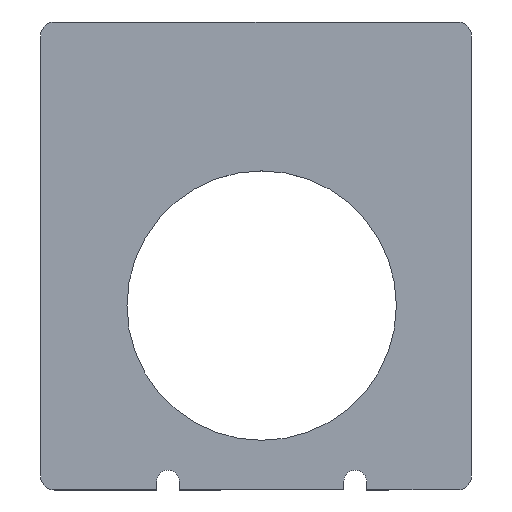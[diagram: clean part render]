
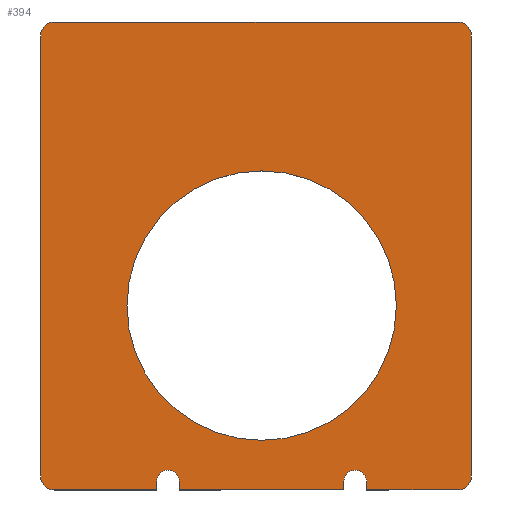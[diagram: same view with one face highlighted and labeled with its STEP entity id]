
A CAD part, top view. The second image highlights one B-rep face of the part: STEP entity #394.
In plain terms, the highlighted planar face has unit normal (0, 0, 1).
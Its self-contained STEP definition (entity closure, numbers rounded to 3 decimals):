
#1 = DIRECTION ( 'NONE',  ( -1., 0., 0. ) ) ;
#2 = EDGE_CURVE ( 'NONE', #568, #111, #339, .T. ) ;
#6 = EDGE_CURVE ( 'NONE', #401, #382, #321, .T. ) ;
#24 = DIRECTION ( 'NONE',  ( -1., 0., 0. ) ) ;
#34 = EDGE_CURVE ( 'NONE', #53, #453, #461, .T. ) ;
#52 = ORIENTED_EDGE ( 'NONE', *, *, #197, .T. ) ;
#53 = VERTEX_POINT ( 'NONE', #657 ) ;
#55 = CARTESIAN_POINT ( 'NONE',  ( 0., 0., 3. ) ) ;
#61 = ORIENTED_EDGE ( 'NONE', *, *, #231, .T. ) ;
#68 = CIRCLE ( 'NONE', #498, 4. ) ;
#71 = EDGE_CURVE ( 'NONE', #315, #672, #404, .T. ) ;
#73 = DIRECTION ( 'NONE',  ( 1., 0., 0. ) ) ;
#76 = VERTEX_POINT ( 'NONE', #89 ) ;
#84 = EDGE_CURVE ( 'NONE', #453, #315, #625, .T. ) ;
#88 = VERTEX_POINT ( 'NONE', #311 ) ;
#89 = CARTESIAN_POINT ( 'NONE',  ( -103., 3., 3. ) ) ;
#97 = VERTEX_POINT ( 'NONE', #504 ) ;
#99 = VECTOR ( 'NONE', #629, 1000. ) ;
#100 = VECTOR ( 'NONE', #195, 1000. ) ;
#109 = AXIS2_PLACEMENT_3D ( 'NONE', #439, #351, #24 ) ;
#111 = VERTEX_POINT ( 'NONE', #610 ) ;
#116 = DIRECTION ( 'NONE',  ( 0., 0., -1. ) ) ;
#137 = DIRECTION ( 'NONE',  ( 1., 0., 0. ) ) ;
#147 = VECTOR ( 'NONE', #419, 1000. ) ;
#149 = EDGE_CURVE ( 'NONE', #397, #201, #472, .T. ) ;
#151 = CARTESIAN_POINT ( 'NONE',  ( -45., -3., 3. ) ) ;
#157 = ORIENTED_EDGE ( 'NONE', *, *, #373, .T. ) ;
#160 = CARTESIAN_POINT ( 'NONE',  ( -26.5, 65., 3. ) ) ;
#162 = DIRECTION ( 'NONE',  ( 0., -1., 0. ) ) ;
#164 = AXIS2_PLACEMENT_3D ( 'NONE', #395, #297, #656 ) ;
#167 = VECTOR ( 'NONE', #433, 1000. ) ;
#168 = CARTESIAN_POINT ( 'NONE',  ( -37., 0., 3. ) ) ;
#169 = ORIENTED_EDGE ( 'NONE', *, *, #84, .T. ) ;
#172 = ORIENTED_EDGE ( 'NONE', *, *, #307, .T. ) ;
#179 = VECTOR ( 'NONE', #190, 1000. ) ;
#181 = LINE ( 'NONE', #626, #99 ) ;
#190 = DIRECTION ( 'NONE',  ( 0., -1., 0. ) ) ;
#194 = CARTESIAN_POINT ( 'NONE',  ( -5., 5., 3. ) ) ;
#195 = DIRECTION ( 'NONE',  ( 0., 1., 0. ) ) ;
#197 = EDGE_CURVE ( 'NONE', #672, #568, #284, .T. ) ;
#201 = VERTEX_POINT ( 'NONE', #160 ) ;
#214 = CARTESIAN_POINT ( 'NONE',  ( -152., 0., 3. ) ) ;
#219 = CARTESIAN_POINT ( 'NONE',  ( -107., 3., 3. ) ) ;
#227 = DIRECTION ( 'NONE',  ( -1., 0., 0. ) ) ;
#231 = EDGE_CURVE ( 'NONE', #88, #413, #181, .T. ) ;
#233 = CARTESIAN_POINT ( 'NONE',  ( 0., 0., 3. ) ) ;
#234 = LINE ( 'NONE', #214, #388 ) ;
#247 = ORIENTED_EDGE ( 'NONE', *, *, #340, .T. ) ;
#251 = VECTOR ( 'NONE', #338, 1000. ) ;
#257 = AXIS2_PLACEMENT_3D ( 'NONE', #622, #473, #316 ) ;
#265 = ORIENTED_EDGE ( 'NONE', *, *, #407, .T. ) ;
#266 = CARTESIAN_POINT ( 'NONE',  ( 0., 165., 3. ) ) ;
#271 = DIRECTION ( 'NONE',  ( 0., 1., 0. ) ) ;
#272 = EDGE_CURVE ( 'NONE', #413, #664, #492, .T. ) ;
#278 = CARTESIAN_POINT ( 'NONE',  ( -37., 3., 3. ) ) ;
#284 = LINE ( 'NONE', #266, #558 ) ;
#297 = DIRECTION ( 'NONE',  ( 0., 0., 1. ) ) ;
#298 = DIRECTION ( 'NONE',  ( 0., 0., 1. ) ) ;
#307 = EDGE_CURVE ( 'NONE', #382, #53, #505, .T. ) ;
#308 = VERTEX_POINT ( 'NONE', #324 ) ;
#311 = CARTESIAN_POINT ( 'NONE',  ( -103., 0., 3. ) ) ;
#313 = VERTEX_POINT ( 'NONE', #371 ) ;
#315 = VERTEX_POINT ( 'NONE', #431 ) ;
#316 = DIRECTION ( 'NONE',  ( -1., 0., 0. ) ) ;
#321 = LINE ( 'NONE', #396, #179 ) ;
#324 = CARTESIAN_POINT ( 'NONE',  ( -152., 5., 3. ) ) ;
#331 = CARTESIAN_POINT ( 'NONE',  ( -103., -3., 3. ) ) ;
#338 = DIRECTION ( 'NONE',  ( 1., 0., 0. ) ) ;
#339 = CIRCLE ( 'NONE', #368, 5. ) ;
#340 = EDGE_CURVE ( 'NONE', #97, #627, #633, .T. ) ;
#341 = CARTESIAN_POINT ( 'NONE',  ( -147., 165., 3. ) ) ;
#351 = DIRECTION ( 'NONE',  ( 0., 0., -1. ) ) ;
#355 = CARTESIAN_POINT ( 'NONE',  ( -45., 3., 3. ) ) ;
#357 = DIRECTION ( 'NONE',  ( 1., 0., 0. ) ) ;
#358 = AXIS2_PLACEMENT_3D ( 'NONE', #194, #569, #357 ) ;
#360 = DIRECTION ( 'NONE',  ( 0., 0., 1. ) ) ;
#368 = AXIS2_PLACEMENT_3D ( 'NONE', #452, #298, #73 ) ;
#370 = VECTOR ( 'NONE', #271, 1000. ) ;
#371 = CARTESIAN_POINT ( 'NONE',  ( -147., 0., 3. ) ) ;
#373 = EDGE_CURVE ( 'NONE', #627, #76, #68, .T. ) ;
#377 = PLANE ( 'NONE',  #536 ) ;
#378 = CIRCLE ( 'NONE', #164, 5. ) ;
#382 = VERTEX_POINT ( 'NONE', #168 ) ;
#388 = VECTOR ( 'NONE', #479, 1000. ) ;
#391 = CARTESIAN_POINT ( 'NONE',  ( -5., 165., 3. ) ) ;
#393 = CARTESIAN_POINT ( 'NONE',  ( 0., 5., 3. ) ) ;
#394 = ADVANCED_FACE ( 'NONE', ( #442, #460 ), #377, .T. ) ;
#395 = CARTESIAN_POINT ( 'NONE',  ( -147., 5., 3. ) ) ;
#396 = CARTESIAN_POINT ( 'NONE',  ( -37., -3., 3. ) ) ;
#397 = VERTEX_POINT ( 'NONE', #428 ) ;
#401 = VERTEX_POINT ( 'NONE', #278 ) ;
#403 = CARTESIAN_POINT ( 'NONE',  ( 0., 0., 3. ) ) ;
#404 = CIRCLE ( 'NONE', #464, 5. ) ;
#407 = EDGE_CURVE ( 'NONE', #76, #88, #425, .T. ) ;
#410 = EDGE_CURVE ( 'NONE', #111, #308, #234, .T. ) ;
#413 = VERTEX_POINT ( 'NONE', #476 ) ;
#419 = DIRECTION ( 'NONE',  ( 0., 1., 0. ) ) ;
#425 = LINE ( 'NONE', #331, #578 ) ;
#428 = CARTESIAN_POINT ( 'NONE',  ( -121.5, 65., 3. ) ) ;
#431 = CARTESIAN_POINT ( 'NONE',  ( 0., 160., 3. ) ) ;
#433 = DIRECTION ( 'NONE',  ( 1., 0., 0. ) ) ;
#436 = DIRECTION ( 'NONE',  ( 0., 0., 1. ) ) ;
#439 = CARTESIAN_POINT ( 'NONE',  ( -74., 65., 3. ) ) ;
#442 = FACE_OUTER_BOUND ( 'NONE', #589, .T. ) ;
#446 = ORIENTED_EDGE ( 'NONE', *, *, #550, .T. ) ;
#452 = CARTESIAN_POINT ( 'NONE',  ( -147., 160., 3. ) ) ;
#453 = VERTEX_POINT ( 'NONE', #393 ) ;
#455 = CARTESIAN_POINT ( 'NONE',  ( -111., 3., 3. ) ) ;
#458 = ORIENTED_EDGE ( 'NONE', *, *, #272, .T. ) ;
#460 = FACE_BOUND ( 'NONE', #560, .T. ) ;
#461 = CIRCLE ( 'NONE', #358, 5. ) ;
#464 = AXIS2_PLACEMENT_3D ( 'NONE', #667, #360, #137 ) ;
#472 = CIRCLE ( 'NONE', #257, 47.5 ) ;
#473 = DIRECTION ( 'NONE',  ( 0., 0., -1. ) ) ;
#476 = CARTESIAN_POINT ( 'NONE',  ( -45., 0., 3. ) ) ;
#479 = DIRECTION ( 'NONE',  ( 0., -1., 0. ) ) ;
#482 = CARTESIAN_POINT ( 'NONE',  ( -111., -3., 3. ) ) ;
#486 = DIRECTION ( 'NONE',  ( 1., 0., 0. ) ) ;
#487 = CIRCLE ( 'NONE', #109, 47.5 ) ;
#492 = LINE ( 'NONE', #151, #147 ) ;
#496 = EDGE_CURVE ( 'NONE', #664, #401, #564, .T. ) ;
#498 = AXIS2_PLACEMENT_3D ( 'NONE', #219, #586, #1 ) ;
#504 = CARTESIAN_POINT ( 'NONE',  ( -111., 0., 3. ) ) ;
#505 = LINE ( 'NONE', #636, #167 ) ;
#522 = DIRECTION ( 'NONE',  ( -1., 0., 0. ) ) ;
#526 = LINE ( 'NONE', #233, #251 ) ;
#536 = AXIS2_PLACEMENT_3D ( 'NONE', #55, #436, #486 ) ;
#540 = ORIENTED_EDGE ( 'NONE', *, *, #34, .T. ) ;
#541 = ORIENTED_EDGE ( 'NONE', *, *, #71, .T. ) ;
#542 = ORIENTED_EDGE ( 'NONE', *, *, #149, .T. ) ;
#543 = CARTESIAN_POINT ( 'NONE',  ( -41., 3., 3. ) ) ;
#550 = EDGE_CURVE ( 'NONE', #313, #97, #526, .T. ) ;
#558 = VECTOR ( 'NONE', #522, 1000. ) ;
#560 = EDGE_LOOP ( 'NONE', ( #542, #628 ) ) ;
#564 = CIRCLE ( 'NONE', #637, 4. ) ;
#565 = ORIENTED_EDGE ( 'NONE', *, *, #2, .T. ) ;
#568 = VERTEX_POINT ( 'NONE', #341 ) ;
#569 = DIRECTION ( 'NONE',  ( 0., 0., 1. ) ) ;
#570 = EDGE_CURVE ( 'NONE', #201, #397, #487, .T. ) ;
#578 = VECTOR ( 'NONE', #162, 1000. ) ;
#586 = DIRECTION ( 'NONE',  ( 0., 0., -1. ) ) ;
#589 = EDGE_LOOP ( 'NONE', ( #265, #61, #458, #640, #647, #172, #540, #169, #541, #52, #565, #678, #675, #446, #247, #157 ) ) ;
#596 = EDGE_CURVE ( 'NONE', #308, #313, #378, .T. ) ;
#610 = CARTESIAN_POINT ( 'NONE',  ( -152., 160., 3. ) ) ;
#622 = CARTESIAN_POINT ( 'NONE',  ( -74., 65., 3. ) ) ;
#625 = LINE ( 'NONE', #403, #100 ) ;
#626 = CARTESIAN_POINT ( 'NONE',  ( 0., 0., 3. ) ) ;
#627 = VERTEX_POINT ( 'NONE', #455 ) ;
#628 = ORIENTED_EDGE ( 'NONE', *, *, #570, .T. ) ;
#629 = DIRECTION ( 'NONE',  ( 1., 0., 0. ) ) ;
#633 = LINE ( 'NONE', #482, #370 ) ;
#636 = CARTESIAN_POINT ( 'NONE',  ( 0., 0., 3. ) ) ;
#637 = AXIS2_PLACEMENT_3D ( 'NONE', #543, #116, #227 ) ;
#640 = ORIENTED_EDGE ( 'NONE', *, *, #496, .T. ) ;
#647 = ORIENTED_EDGE ( 'NONE', *, *, #6, .T. ) ;
#656 = DIRECTION ( 'NONE',  ( 1., 0., 0. ) ) ;
#657 = CARTESIAN_POINT ( 'NONE',  ( -5., 0., 3. ) ) ;
#664 = VERTEX_POINT ( 'NONE', #355 ) ;
#667 = CARTESIAN_POINT ( 'NONE',  ( -5., 160., 3. ) ) ;
#672 = VERTEX_POINT ( 'NONE', #391 ) ;
#675 = ORIENTED_EDGE ( 'NONE', *, *, #596, .T. ) ;
#678 = ORIENTED_EDGE ( 'NONE', *, *, #410, .T. ) ;
